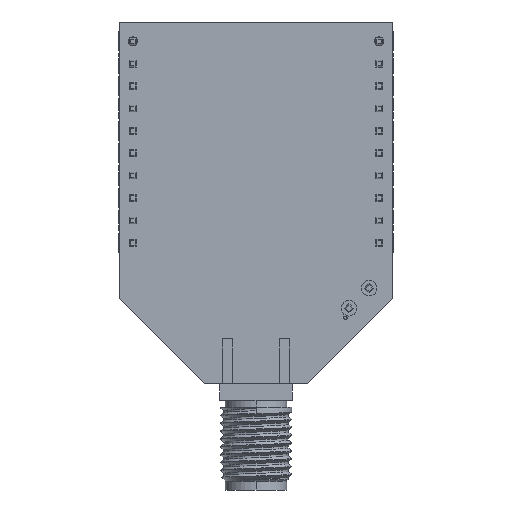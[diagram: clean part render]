
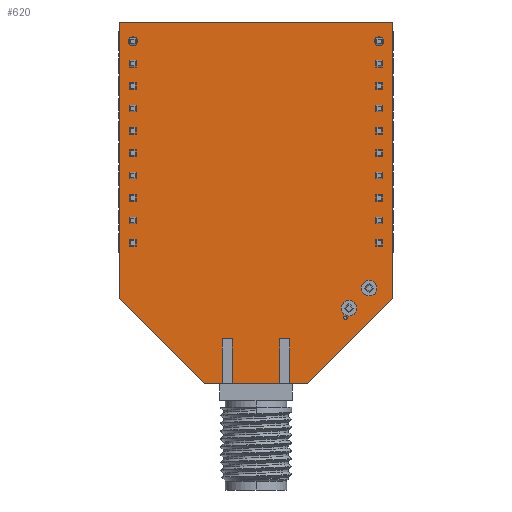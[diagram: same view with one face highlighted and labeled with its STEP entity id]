
A CAD part, front view. The second image highlights one B-rep face of the part: STEP entity #620.
In plain terms, the highlighted planar face has unit normal (0, -1, 0).
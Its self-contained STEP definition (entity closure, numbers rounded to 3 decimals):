
#151=CARTESIAN_POINT('',(1.2,0.,-1.72));
#152=DIRECTION('',(0.,1.,0.));
#153=DIRECTION('',(1.,0.,0.));
#154=AXIS2_PLACEMENT_3D('',#151,#152,#153);
#159=CARTESIAN_POINT('',(1.2,0.,-1.72));
#160=DIRECTION('',(0.,1.,0.));
#161=DIRECTION('',(-1.,0.,0.));
#162=AXIS2_PLACEMENT_3D('',#159,#160,#161);
#167=CARTESIAN_POINT('',(23.2,0.,-1.72));
#168=DIRECTION('',(0.,1.,0.));
#169=DIRECTION('',(1.,0.,0.));
#170=AXIS2_PLACEMENT_3D('',#167,#168,#169);
#175=CARTESIAN_POINT('',(23.2,0.,-1.72));
#176=DIRECTION('',(0.,1.,0.));
#177=DIRECTION('',(-1.,0.,0.));
#178=AXIS2_PLACEMENT_3D('',#175,#176,#177);
#183=DIRECTION('',(0.707,0.,-0.707));
#184=VECTOR('',#183,10.748);
#185=CARTESIAN_POINT('',(0.,0.,-24.7));
#186=LINE('',#185,#184);
#190=DIRECTION('',(0.,0.,1.));
#191=VECTOR('',#190,24.7);
#192=CARTESIAN_POINT('',(0.,0.,-24.7));
#193=LINE('',#192,#191);
#197=DIRECTION('',(1.,0.,0.));
#198=VECTOR('',#197,24.4);
#199=CARTESIAN_POINT('',(0.,0.,0.));
#200=LINE('',#199,#198);
#204=DIRECTION('',(0.,0.,-1.));
#205=VECTOR('',#204,24.7);
#206=CARTESIAN_POINT('',(24.4,0.,0.));
#207=LINE('',#206,#205);
#211=DIRECTION('',(0.707,0.,0.707));
#212=VECTOR('',#211,10.748);
#213=CARTESIAN_POINT('',(16.8,0.,-32.3));
#214=LINE('',#213,#212);
#218=DIRECTION('',(-1.,0.,0.));
#219=VECTOR('',#218,9.2);
#220=CARTESIAN_POINT('',(16.8,0.,-32.3));
#221=LINE('',#220,#219);
#225=CARTESIAN_POINT('',(20.184,0.,-26.416));
#226=DIRECTION('',(0.,1.,0.));
#227=DIRECTION('',(1.,0.,0.));
#228=AXIS2_PLACEMENT_3D('',#225,#226,#227);
#233=CARTESIAN_POINT('',(20.184,0.,-26.416));
#234=DIRECTION('',(0.,1.,0.));
#235=DIRECTION('',(-1.,0.,0.));
#236=AXIS2_PLACEMENT_3D('',#233,#234,#235);
#241=CARTESIAN_POINT('',(22.302,0.,-23.767));
#242=DIRECTION('',(0.,1.,0.));
#243=DIRECTION('',(1.,0.,0.));
#244=AXIS2_PLACEMENT_3D('',#241,#242,#243);
#249=CARTESIAN_POINT('',(22.302,0.,-23.767));
#250=DIRECTION('',(0.,1.,0.));
#251=DIRECTION('',(-1.,0.,0.));
#252=AXIS2_PLACEMENT_3D('',#249,#250,#251);
#257=CARTESIAN_POINT('',(20.506,0.,-25.563));
#258=DIRECTION('',(0.,1.,0.));
#259=DIRECTION('',(1.,0.,0.));
#260=AXIS2_PLACEMENT_3D('',#257,#258,#259);
#265=CARTESIAN_POINT('',(20.506,0.,-25.563));
#266=DIRECTION('',(0.,1.,0.));
#267=DIRECTION('',(-1.,0.,0.));
#268=AXIS2_PLACEMENT_3D('',#265,#266,#267);
#507=CARTESIAN_POINT('',(0.,0.,0.));
#508=CARTESIAN_POINT('',(24.4,0.,0.));
#509=VERTEX_POINT('',#507);
#510=VERTEX_POINT('',#508);
#515=CARTESIAN_POINT('',(1.6,0.,-1.72));
#516=CARTESIAN_POINT('',(0.8,0.,-1.72));
#517=VERTEX_POINT('',#515);
#518=VERTEX_POINT('',#516);
#523=CARTESIAN_POINT('',(0.,0.,-24.7));
#524=CARTESIAN_POINT('',(7.6,0.,-32.3));
#525=VERTEX_POINT('',#523);
#526=VERTEX_POINT('',#524);
#531=CARTESIAN_POINT('',(16.8,0.,-32.3));
#532=CARTESIAN_POINT('',(24.4,0.,-24.7));
#533=VERTEX_POINT('',#531);
#534=VERTEX_POINT('',#532);
#539=CARTESIAN_POINT('',(23.6,0.,-1.72));
#540=CARTESIAN_POINT('',(22.8,0.,-1.72));
#541=VERTEX_POINT('',#539);
#542=VERTEX_POINT('',#540);
#547=CARTESIAN_POINT('',(20.334,0.,-26.416));
#548=CARTESIAN_POINT('',(20.034,0.,-26.416));
#549=VERTEX_POINT('',#547);
#550=VERTEX_POINT('',#548);
#555=CARTESIAN_POINT('',(23.,0.,-23.767));
#556=CARTESIAN_POINT('',(21.603,0.,-23.767));
#557=VERTEX_POINT('',#555);
#558=VERTEX_POINT('',#556);
#559=CARTESIAN_POINT('',(21.204,0.,-25.563));
#560=CARTESIAN_POINT('',(19.807,0.,-25.563));
#561=VERTEX_POINT('',#559);
#562=VERTEX_POINT('',#560);
#571=CARTESIAN_POINT('',(0.,0.,0.));
#572=DIRECTION('',(0.,1.,0.));
#573=DIRECTION('',(1.,0.,0.));
#574=AXIS2_PLACEMENT_3D('',#571,#572,#573);
#575=PLANE('',#574);
#577=ORIENTED_EDGE('',*,*,#576,.F.);
#579=ORIENTED_EDGE('',*,*,#578,.T.);
#581=ORIENTED_EDGE('',*,*,#580,.T.);
#583=ORIENTED_EDGE('',*,*,#582,.T.);
#585=ORIENTED_EDGE('',*,*,#584,.F.);
#587=ORIENTED_EDGE('',*,*,#586,.T.);
#588=EDGE_LOOP('',(#577,#579,#581,#583,#585,#587));
#589=FACE_OUTER_BOUND('',#588,.F.);
#591=ORIENTED_EDGE('',*,*,#590,.F.);
#593=ORIENTED_EDGE('',*,*,#592,.F.);
#594=EDGE_LOOP('',(#591,#593));
#595=FACE_BOUND('',#594,.F.);
#597=ORIENTED_EDGE('',*,*,#596,.F.);
#599=ORIENTED_EDGE('',*,*,#598,.F.);
#600=EDGE_LOOP('',(#597,#599));
#601=FACE_BOUND('',#600,.F.);
#603=ORIENTED_EDGE('',*,*,#602,.F.);
#605=ORIENTED_EDGE('',*,*,#604,.F.);
#606=EDGE_LOOP('',(#603,#605));
#607=FACE_BOUND('',#606,.F.);
#609=ORIENTED_EDGE('',*,*,#608,.F.);
#611=ORIENTED_EDGE('',*,*,#610,.F.);
#612=EDGE_LOOP('',(#609,#611));
#613=FACE_BOUND('',#612,.F.);
#615=ORIENTED_EDGE('',*,*,#614,.F.);
#617=ORIENTED_EDGE('',*,*,#616,.F.);
#618=EDGE_LOOP('',(#615,#617));
#619=FACE_BOUND('',#618,.F.);
#155=CIRCLE('',#154,0.4);
#163=CIRCLE('',#162,0.4);
#171=CIRCLE('',#170,0.4);
#179=CIRCLE('',#178,0.4);
#229=CIRCLE('',#228,0.15);
#237=CIRCLE('',#236,0.15);
#245=CIRCLE('',#244,0.699);
#253=CIRCLE('',#252,0.699);
#261=CIRCLE('',#260,0.699);
#269=CIRCLE('',#268,0.699);
#576=EDGE_CURVE('',#525,#526,#186,.T.);
#578=EDGE_CURVE('',#525,#509,#193,.T.);
#580=EDGE_CURVE('',#509,#510,#200,.T.);
#582=EDGE_CURVE('',#510,#534,#207,.T.);
#584=EDGE_CURVE('',#533,#534,#214,.T.);
#586=EDGE_CURVE('',#533,#526,#221,.T.);
#590=EDGE_CURVE('',#541,#542,#171,.T.);
#592=EDGE_CURVE('',#542,#541,#179,.T.);
#596=EDGE_CURVE('',#517,#518,#155,.T.);
#598=EDGE_CURVE('',#518,#517,#163,.T.);
#602=EDGE_CURVE('',#549,#550,#229,.T.);
#604=EDGE_CURVE('',#550,#549,#237,.T.);
#608=EDGE_CURVE('',#557,#558,#245,.T.);
#610=EDGE_CURVE('',#558,#557,#253,.T.);
#614=EDGE_CURVE('',#561,#562,#261,.T.);
#616=EDGE_CURVE('',#562,#561,#269,.T.);
#620=ADVANCED_FACE('',(#589,#595,#601,#607,#613,#619),#575,.F.);
